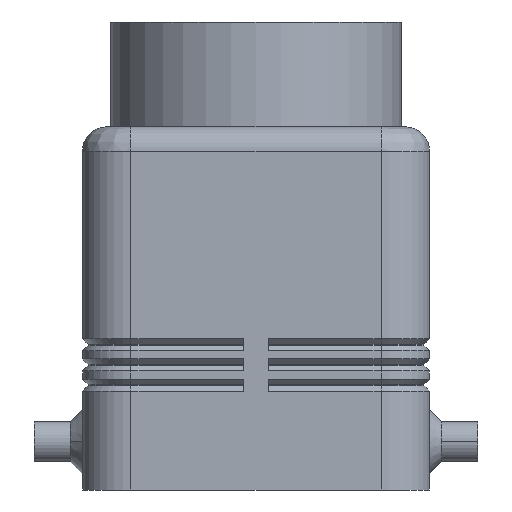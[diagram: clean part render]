
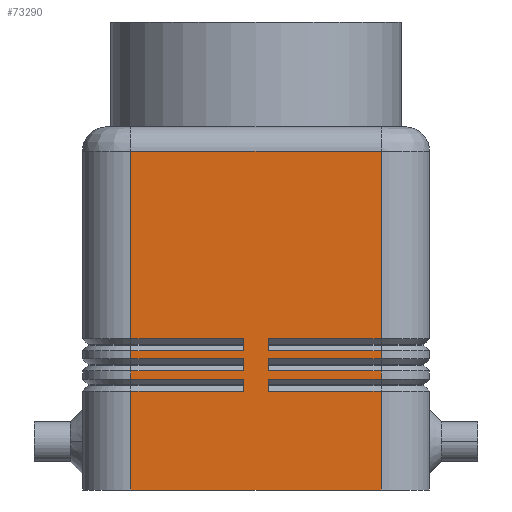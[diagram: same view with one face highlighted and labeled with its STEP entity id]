
A CAD part, left-side view. The second image highlights one B-rep face of the part: STEP entity #73290.
In plain terms, the highlighted planar face has unit normal (-1, 0, 0).
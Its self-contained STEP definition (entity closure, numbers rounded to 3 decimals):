
#1670=CARTESIAN_POINT('',(-46.75,-15.5,13.75));
#1680=VERTEX_POINT('',#1670);
#2120=CARTESIAN_POINT('',(-46.75,-15.5,12.25));
#2130=DIRECTION('',(0.,0.,-1.));
#2140=VECTOR('',#2130,12.25);
#2150=LINE('',#2120,#2140);
#2160=CARTESIAN_POINT('',(-46.75,-15.5,12.25));
#2170=VERTEX_POINT('',#2160);
#2180=CARTESIAN_POINT('',(-46.75,-15.5,0.));
#2190=VERTEX_POINT('',#2180);
#2200=EDGE_CURVE('',#2170,#2190,#2150,.T.);
#4410=CARTESIAN_POINT('',(-46.75,-15.5,16.25));
#4420=VERTEX_POINT('',#4410);
#4860=CARTESIAN_POINT('',(-46.75,-15.5,14.75));
#4870=DIRECTION('',(0.,0.,-1.));
#4880=VECTOR('',#4870,1.);
#4890=LINE('',#4860,#4880);
#4900=CARTESIAN_POINT('',(-46.75,-15.5,14.75));
#4910=VERTEX_POINT('',#4900);
#4920=EDGE_CURVE('',#4910,#1680,#4890,.T.);
#6420=CARTESIAN_POINT('',(-46.75,-15.5,42.));
#6430=DIRECTION('',(0.,0.,-1.));
#6440=VECTOR('',#6430,23.25);
#6450=LINE('',#6420,#6440);
#6460=CARTESIAN_POINT('',(-46.75,-15.5,42.));
#6470=VERTEX_POINT('',#6460);
#6480=CARTESIAN_POINT('',(-46.75,-15.5,18.75));
#6490=VERTEX_POINT('',#6480);
#6500=EDGE_CURVE('',#6470,#6490,#6450,.T.);
#7790=CARTESIAN_POINT('',(-46.75,-15.5,17.25));
#7800=DIRECTION('',(0.,0.,-1.));
#7810=VECTOR('',#7800,1.);
#7820=LINE('',#7790,#7810);
#7830=CARTESIAN_POINT('',(-46.75,-15.5,17.25));
#7840=VERTEX_POINT('',#7830);
#7850=EDGE_CURVE('',#7840,#4420,#7820,.T.);
#9500=CARTESIAN_POINT('',(-46.75,15.5,13.75));
#9510=VERTEX_POINT('',#9500);
#10820=CARTESIAN_POINT('',(-46.75,15.5,0.));
#10830=DIRECTION('',(0.,0.,1.));
#10840=VECTOR('',#10830,12.25);
#10850=LINE('',#10820,#10840);
#10860=CARTESIAN_POINT('',(-46.75,15.5,0.));
#10870=VERTEX_POINT('',#10860);
#10880=CARTESIAN_POINT('',(-46.75,15.5,12.25));
#10890=VERTEX_POINT('',#10880);
#10900=EDGE_CURVE('',#10870,#10890,#10850,.T.);
#12970=CARTESIAN_POINT('',(-46.75,15.5,16.25));
#12980=DIRECTION('',(0.,0.,1.));
#12990=VECTOR('',#12980,1.);
#13000=LINE('',#12970,#12990);
#13010=CARTESIAN_POINT('',(-46.75,15.5,16.25));
#13020=VERTEX_POINT('',#13010);
#13030=CARTESIAN_POINT('',(-46.75,15.5,17.25));
#13040=VERTEX_POINT('',#13030);
#13050=EDGE_CURVE('',#13020,#13040,#13000,.T.);
#13460=CARTESIAN_POINT('',(-46.75,15.5,18.75));
#13470=DIRECTION('',(0.,0.,1.));
#13480=VECTOR('',#13470,23.25);
#13490=LINE('',#13460,#13480);
#13500=CARTESIAN_POINT('',(-46.75,15.5,18.75));
#13510=VERTEX_POINT('',#13500);
#13520=CARTESIAN_POINT('',(-46.75,15.5,42.));
#13530=VERTEX_POINT('',#13520);
#13540=EDGE_CURVE('',#13510,#13530,#13490,.T.);
#14730=CARTESIAN_POINT('',(-46.75,15.5,13.75));
#14740=DIRECTION('',(0.,0.,1.));
#14750=VECTOR('',#14740,1.);
#14760=LINE('',#14730,#14750);
#14770=CARTESIAN_POINT('',(-46.75,15.5,14.75));
#14780=VERTEX_POINT('',#14770);
#14790=EDGE_CURVE('',#9510,#14780,#14760,.T.);
#26480=CARTESIAN_POINT('',(-46.75,15.5,42.));
#26490=DIRECTION('',(0.,-1.,0.));
#26500=VECTOR('',#26490,31.);
#26510=LINE('',#26480,#26500);
#26520=EDGE_CURVE('',#13530,#6470,#26510,.T.);
#44490=CARTESIAN_POINT('',(-46.75,-15.5,0.));
#44500=DIRECTION('',(0.,1.,0.));
#44510=VECTOR('',#44500,31.);
#44520=LINE('',#44490,#44510);
#44530=EDGE_CURVE('',#2190,#10870,#44520,.T.);
#46040=CARTESIAN_POINT('',(-46.75,-1.5,13.75));
#46050=VERTEX_POINT('',#46040);
#46080=CARTESIAN_POINT('',(-46.75,-15.5,13.75));
#46090=DIRECTION('',(0.,1.,0.));
#46100=VECTOR('',#46090,14.);
#46110=LINE('',#46080,#46100);
#46120=EDGE_CURVE('',#1680,#46050,#46110,.T.);
#47270=CARTESIAN_POINT('',(-46.75,-1.5,12.25));
#47280=DIRECTION('',(0.,-1.,0.));
#47290=VECTOR('',#47280,14.);
#47300=LINE('',#47270,#47290);
#47310=CARTESIAN_POINT('',(-46.75,-1.5,12.25));
#47320=VERTEX_POINT('',#47310);
#47330=EDGE_CURVE('',#47320,#2170,#47300,.T.);
#67590=CARTESIAN_POINT('',(-46.75,1.5,17.25));
#67600=VERTEX_POINT('',#67590);
#67630=CARTESIAN_POINT('',(-46.75,15.5,17.25));
#67640=DIRECTION('',(0.,-1.,0.));
#67650=VECTOR('',#67640,14.);
#67660=LINE('',#67630,#67650);
#67670=EDGE_CURVE('',#13040,#67600,#67660,.T.);
#69880=CARTESIAN_POINT('',(-46.75,-1.5,14.75));
#69890=VERTEX_POINT('',#69880);
#69920=CARTESIAN_POINT('',(-46.75,-1.5,16.25));
#69930=DIRECTION('',(0.,0.,-1.));
#69940=VECTOR('',#69930,1.5);
#69950=LINE('',#69920,#69940);
#69960=CARTESIAN_POINT('',(-46.75,-1.5,16.25));
#69970=VERTEX_POINT('',#69960);
#69980=EDGE_CURVE('',#69970,#69890,#69950,.T.);
#70220=CARTESIAN_POINT('',(-46.75,1.5,18.75));
#70230=DIRECTION('',(0.,1.,0.));
#70240=VECTOR('',#70230,14.);
#70250=LINE('',#70220,#70240);
#70260=CARTESIAN_POINT('',(-46.75,1.5,18.75));
#70270=VERTEX_POINT('',#70260);
#70280=EDGE_CURVE('',#70270,#13510,#70250,.T.);
#71190=CARTESIAN_POINT('',(-46.75,1.5,14.75));
#71200=VERTEX_POINT('',#71190);
#71230=CARTESIAN_POINT('',(-46.75,15.5,14.75));
#71240=DIRECTION('',(0.,-1.,0.));
#71250=VECTOR('',#71240,14.);
#71260=LINE('',#71230,#71250);
#71270=EDGE_CURVE('',#14780,#71200,#71260,.T.);
#72240=CARTESIAN_POINT('',(-46.75,0.,45.));
#72250=DIRECTION('',(-1.,0.,0.));
#72260=DIRECTION('',(0.,0.,1.));
#72270=AXIS2_PLACEMENT_3D('',#72240,#72250,#72260);
#72280=PLANE('',#72270);
#72290=ORIENTED_EDGE('',*,*,#6500,.F.);
#72300=CARTESIAN_POINT('',(-46.75,-15.5,18.75));
#72310=DIRECTION('',(0.,1.,0.));
#72320=VECTOR('',#72310,14.);
#72330=LINE('',#72300,#72320);
#72340=CARTESIAN_POINT('',(-46.75,-1.5,18.75));
#72350=VERTEX_POINT('',#72340);
#72360=EDGE_CURVE('',#6490,#72350,#72330,.T.);
#72370=ORIENTED_EDGE('',*,*,#72360,.F.);
#72380=CARTESIAN_POINT('',(-46.75,-1.5,18.75));
#72390=DIRECTION('',(0.,0.,-1.));
#72400=VECTOR('',#72390,1.5);
#72410=LINE('',#72380,#72400);
#72420=CARTESIAN_POINT('',(-46.75,-1.5,17.25));
#72430=VERTEX_POINT('',#72420);
#72440=EDGE_CURVE('',#72350,#72430,#72410,.T.);
#72450=ORIENTED_EDGE('',*,*,#72440,.F.);
#72460=CARTESIAN_POINT('',(-46.75,-1.5,17.25));
#72470=DIRECTION('',(0.,-1.,0.));
#72480=VECTOR('',#72470,14.);
#72490=LINE('',#72460,#72480);
#72500=EDGE_CURVE('',#72430,#7840,#72490,.T.);
#72510=ORIENTED_EDGE('',*,*,#72500,.F.);
#72520=ORIENTED_EDGE('',*,*,#7850,.F.);
#72530=CARTESIAN_POINT('',(-46.75,-15.5,16.25));
#72540=DIRECTION('',(0.,1.,0.));
#72550=VECTOR('',#72540,14.);
#72560=LINE('',#72530,#72550);
#72570=EDGE_CURVE('',#4420,#69970,#72560,.T.);
#72580=ORIENTED_EDGE('',*,*,#72570,.F.);
#72590=ORIENTED_EDGE('',*,*,#69980,.F.);
#72600=CARTESIAN_POINT('',(-46.75,-1.5,14.75));
#72610=DIRECTION('',(0.,-1.,0.));
#72620=VECTOR('',#72610,14.);
#72630=LINE('',#72600,#72620);
#72640=EDGE_CURVE('',#69890,#4910,#72630,.T.);
#72650=ORIENTED_EDGE('',*,*,#72640,.F.);
#72660=ORIENTED_EDGE('',*,*,#4920,.F.);
#72670=ORIENTED_EDGE('',*,*,#46120,.F.);
#72680=CARTESIAN_POINT('',(-46.75,-1.5,13.75));
#72690=DIRECTION('',(0.,0.,-1.));
#72700=VECTOR('',#72690,1.5);
#72710=LINE('',#72680,#72700);
#72720=EDGE_CURVE('',#46050,#47320,#72710,.T.);
#72730=ORIENTED_EDGE('',*,*,#72720,.F.);
#72740=ORIENTED_EDGE('',*,*,#47330,.F.);
#72750=ORIENTED_EDGE('',*,*,#2200,.F.);
#72760=ORIENTED_EDGE('',*,*,#44530,.F.);
#72770=ORIENTED_EDGE('',*,*,#10900,.F.);
#72780=CARTESIAN_POINT('',(-46.75,15.5,12.25));
#72790=DIRECTION('',(0.,-1.,0.));
#72800=VECTOR('',#72790,14.);
#72810=LINE('',#72780,#72800);
#72820=CARTESIAN_POINT('',(-46.75,1.5,12.25));
#72830=VERTEX_POINT('',#72820);
#72840=EDGE_CURVE('',#10890,#72830,#72810,.T.);
#72850=ORIENTED_EDGE('',*,*,#72840,.F.);
#72860=CARTESIAN_POINT('',(-46.75,1.5,12.25));
#72870=DIRECTION('',(0.,0.,1.));
#72880=VECTOR('',#72870,1.5);
#72890=LINE('',#72860,#72880);
#72900=CARTESIAN_POINT('',(-46.75,1.5,13.75));
#72910=VERTEX_POINT('',#72900);
#72920=EDGE_CURVE('',#72830,#72910,#72890,.T.);
#72930=ORIENTED_EDGE('',*,*,#72920,.F.);
#72940=CARTESIAN_POINT('',(-46.75,1.5,13.75));
#72950=DIRECTION('',(0.,1.,0.));
#72960=VECTOR('',#72950,14.);
#72970=LINE('',#72940,#72960);
#72980=EDGE_CURVE('',#72910,#9510,#72970,.T.);
#72990=ORIENTED_EDGE('',*,*,#72980,.F.);
#73000=ORIENTED_EDGE('',*,*,#14790,.F.);
#73010=ORIENTED_EDGE('',*,*,#71270,.F.);
#73020=CARTESIAN_POINT('',(-46.75,1.5,14.75));
#73030=DIRECTION('',(0.,0.,1.));
#73040=VECTOR('',#73030,1.5);
#73050=LINE('',#73020,#73040);
#73060=CARTESIAN_POINT('',(-46.75,1.5,16.25));
#73070=VERTEX_POINT('',#73060);
#73080=EDGE_CURVE('',#71200,#73070,#73050,.T.);
#73090=ORIENTED_EDGE('',*,*,#73080,.F.);
#73100=CARTESIAN_POINT('',(-46.75,1.5,16.25));
#73110=DIRECTION('',(0.,1.,0.));
#73120=VECTOR('',#73110,14.);
#73130=LINE('',#73100,#73120);
#73140=EDGE_CURVE('',#73070,#13020,#73130,.T.);
#73150=ORIENTED_EDGE('',*,*,#73140,.F.);
#73160=ORIENTED_EDGE('',*,*,#13050,.F.);
#73170=ORIENTED_EDGE('',*,*,#67670,.F.);
#73180=CARTESIAN_POINT('',(-46.75,1.5,17.25));
#73190=DIRECTION('',(0.,0.,1.));
#73200=VECTOR('',#73190,1.5);
#73210=LINE('',#73180,#73200);
#73220=EDGE_CURVE('',#67600,#70270,#73210,.T.);
#73230=ORIENTED_EDGE('',*,*,#73220,.F.);
#73240=ORIENTED_EDGE('',*,*,#70280,.F.);
#73250=ORIENTED_EDGE('',*,*,#13540,.F.);
#73260=ORIENTED_EDGE('',*,*,#26520,.F.);
#73270=EDGE_LOOP('',(#73260,#73250,#73240,#73230,#73170,#73160,#73150,
#73090,#73010,#73000,#72990,#72930,#72850,#72770,#72760,#72750,#72740,
#72730,#72670,#72660,#72650,#72590,#72580,#72520,#72510,#72450,#72370,
#72290));
#73280=FACE_OUTER_BOUND('',#73270,.T.);
#73290=ADVANCED_FACE('',(#73280),#72280,.T.);
